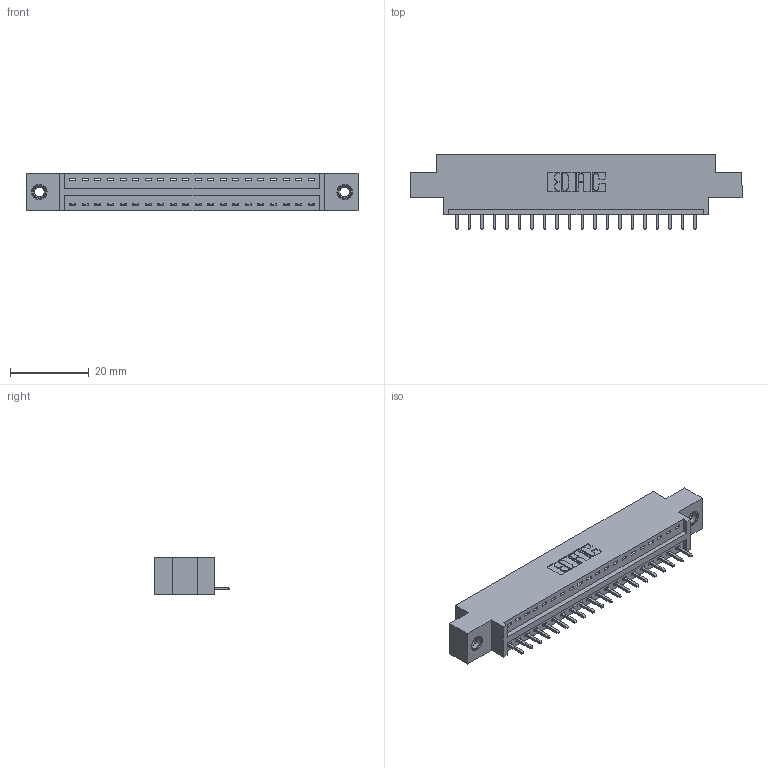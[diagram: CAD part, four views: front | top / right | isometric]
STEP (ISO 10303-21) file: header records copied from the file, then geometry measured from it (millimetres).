
FILE_DESCRIPTION (( 'STEP AP203' ), '1' );
FILE_NAME ('346-020-521-607.STEP', '2018-08-20T21:06:51', ( '' ), ( '' ), 'SwSTEP 2.0', 'SolidWorks 2016', '' );
FILE_SCHEMA (( 'CONFIG_CONTROL_DESIGN' ));
Length unit declared in the file: inch
Products named in the file (4): 346 Part_0.170 Offset - 0.156 Dia-TI; 345-292-001_345-293-121; 345-250-001_345-250-005-103; 346-020-521-607
Assembly tree (23 placements, depth 2):
  346-020-521-607
    346 Part_0.170 Offset - 0.156 Dia-TI
    345-292-001_345-293-121  x20
    345-250-001_345-250-005-103  x2
Bounding box: 84.07 x 19.05 x 9.4 mm (x, y, z)
Volume: 7671.1 mm3; surface area: 9319.2 mm2
Topology: 23 solids, 23 shells, 1346 faces, 3997 edges, 2630 vertices
Faces by surface type: plane 912, cylinder 418, cone 12, torus 4
Entity records: 16710 total; most frequent: CARTESIAN_POINT 2855, ORIENTED_EDGE 2802, DIRECTION 2571, EDGE_CURVE 1401, LINE 1169, VECTOR 1169, VERTEX_POINT 928, AXIS2_PLACEMENT_3D 701
